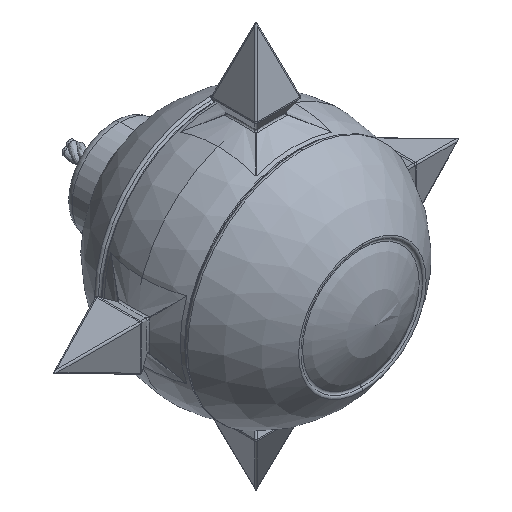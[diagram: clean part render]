
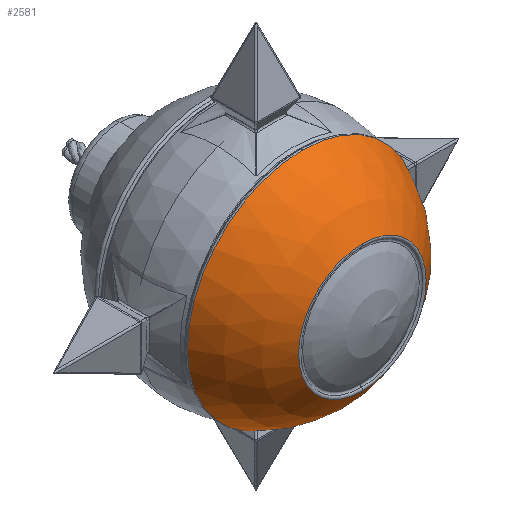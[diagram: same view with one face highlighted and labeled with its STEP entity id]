
A CAD part, isometric view. The second image highlights one B-rep face of the part: STEP entity #2581.
In plain terms, the highlighted spherical face has radius 11.625 mm.
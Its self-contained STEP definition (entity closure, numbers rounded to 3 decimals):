
#37 = CARTESIAN_POINT ( 'NONE',  ( 0., -4.351, 0. ) ) ;
#78 = DIRECTION ( 'NONE',  ( 0., -1., 0. ) ) ;
#137 = AXIS2_PLACEMENT_3D ( 'NONE', #37, #78, #4506 ) ;
#170 = DIRECTION ( 'NONE',  ( 0., -1., 0. ) ) ;
#659 = ORIENTED_EDGE ( 'NONE', *, *, #4489, .T. ) ;
#757 = EDGE_CURVE ( 'NONE', #4689, #3873, #8907, .T. ) ;
#966 = DIRECTION ( 'NONE',  ( 0., 1., 0. ) ) ;
#1028 = CIRCLE ( 'NONE', #6347, 10.78 ) ;
#1689 = DIRECTION ( 'NONE',  ( 0., 0., 1. ) ) ;
#1719 = DIRECTION ( 'NONE',  ( 1., 0., 0. ) ) ;
#1775 = VERTEX_POINT ( 'NONE', #2750 ) ;
#1915 = CARTESIAN_POINT ( 'NONE',  ( 0., -9.971, 0. ) ) ;
#2329 = EDGE_CURVE ( 'NONE', #3873, #4689, #5126, .T. ) ;
#2581 = ADVANCED_FACE ( 'NONE', ( #8969, #6903 ), #6004, .T. ) ;
#2750 = CARTESIAN_POINT ( 'NONE',  ( 0., -4.351, 10.78 ) ) ;
#3750 = EDGE_LOOP ( 'NONE', ( #6197, #7338 ) ) ;
#3873 = VERTEX_POINT ( 'NONE', #6106 ) ;
#3967 = DIRECTION ( 'NONE',  ( 0., -1., 0. ) ) ;
#4489 = EDGE_CURVE ( 'NONE', #9118, #1775, #1028, .T. ) ;
#4506 = DIRECTION ( 'NONE',  ( 0., 0., 1. ) ) ;
#4689 = VERTEX_POINT ( 'NONE', #8693 ) ;
#4827 = DIRECTION ( 'NONE',  ( 0., 1., 0. ) ) ;
#5126 = CIRCLE ( 'NONE', #9081, 5.977 ) ;
#5962 = DIRECTION ( 'NONE',  ( 0., 0., 1. ) ) ;
#6004 = SPHERICAL_SURFACE ( 'NONE', #7866, 11.625 ) ;
#6028 = EDGE_LOOP ( 'NONE', ( #6995, #659 ) ) ;
#6106 = CARTESIAN_POINT ( 'NONE',  ( 0., -9.971, -5.977 ) ) ;
#6197 = ORIENTED_EDGE ( 'NONE', *, *, #757, .T. ) ;
#6347 = AXIS2_PLACEMENT_3D ( 'NONE', #6781, #170, #1689 ) ;
#6436 = DIRECTION ( 'NONE',  ( 0., 0., 1. ) ) ;
#6781 = CARTESIAN_POINT ( 'NONE',  ( 0., -4.351, 0. ) ) ;
#6903 = FACE_OUTER_BOUND ( 'NONE', #6028, .T. ) ;
#6995 = ORIENTED_EDGE ( 'NONE', *, *, #8128, .T. ) ;
#7130 = CIRCLE ( 'NONE', #137, 10.78 ) ;
#7225 = AXIS2_PLACEMENT_3D ( 'NONE', #7297, #966, #5962 ) ;
#7297 = CARTESIAN_POINT ( 'NONE',  ( 0., -9.971, 0. ) ) ;
#7338 = ORIENTED_EDGE ( 'NONE', *, *, #2329, .T. ) ;
#7583 = CARTESIAN_POINT ( 'NONE',  ( 0., 0., 0. ) ) ;
#7866 = AXIS2_PLACEMENT_3D ( 'NONE', #7583, #3967, #1719 ) ;
#8128 = EDGE_CURVE ( 'NONE', #1775, #9118, #7130, .T. ) ;
#8179 = CARTESIAN_POINT ( 'NONE',  ( 0., -4.351, -10.78 ) ) ;
#8693 = CARTESIAN_POINT ( 'NONE',  ( 0., -9.971, 5.977 ) ) ;
#8907 = CIRCLE ( 'NONE', #7225, 5.977 ) ;
#8969 = FACE_BOUND ( 'NONE', #3750, .T. ) ;
#9081 = AXIS2_PLACEMENT_3D ( 'NONE', #1915, #4827, #6436 ) ;
#9118 = VERTEX_POINT ( 'NONE', #8179 ) ;
